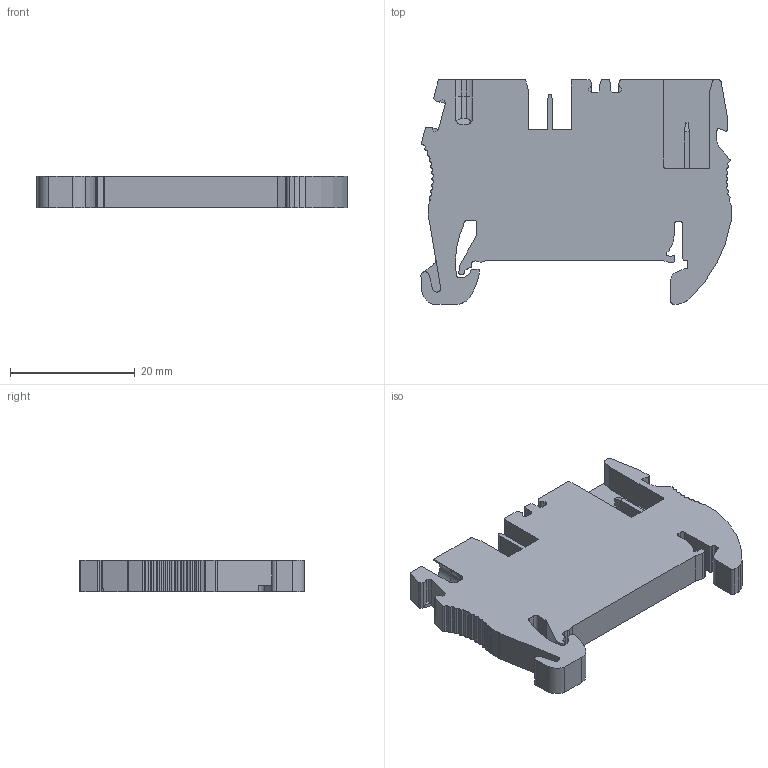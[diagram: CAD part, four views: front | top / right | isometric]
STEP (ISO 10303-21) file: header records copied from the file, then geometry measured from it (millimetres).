
FILE_DESCRIPTION(/* description */ ('Unknown'),/* implementation_level */ '2;1');
FILE_NAME(/* name */ 'PQ2.5-1C1P_SOLID',/* time_stamp */ '2024-09-11T14:04:48+06:00',/* author */ ('Unknown'),/* organization */ ('Unknown'),/* preprocessor_version */ 'ST-DEVELOPER v16.7',/* originating_system */ 'Solid Edge',/* authorisation */ 'Unknown');
FILE_SCHEMA (('AUTOMOTIVE_DESIGN {1 0 10303 214 3 1 1}'));
Length unit declared in the file: millimetre
Products named in the file (1): PQ2.5-1C1P_SOLID
Bounding box: 49.7 x 36 x 5 mm (x, y, z)
Volume: 5772.1 mm3; surface area: 5003.8 mm2
Topology: 1 solids, 1 shells, 340 faces, 989 edges, 656 vertices
Faces by surface type: plane 185, cylinder 147, cone 6, torus 2
Full cylindrical faces by diameter (mm): 2.15 x1
Entity records: 13707 total; most frequent: CARTESIAN_POINT 2048, ORIENTED_EDGE 1974, DIRECTION 1965, EDGE_CURVE 987, LINE 657, VECTOR 657, VERTEX_POINT 655, AXIS2_PLACEMENT_3D 654
